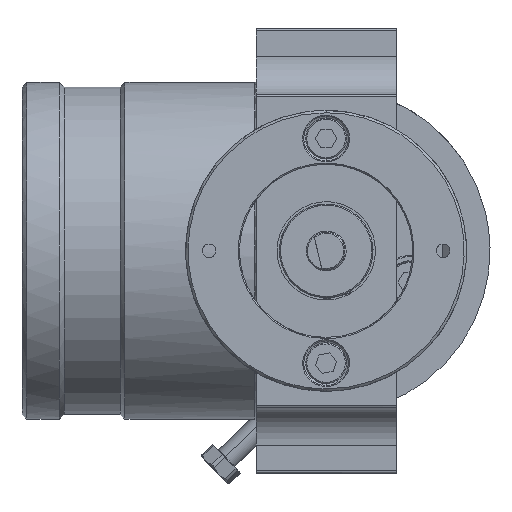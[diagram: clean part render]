
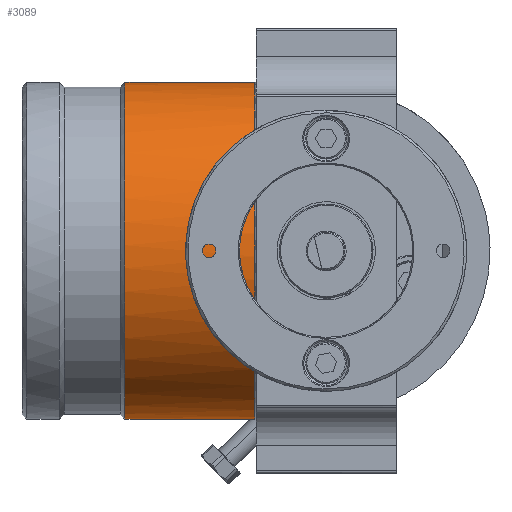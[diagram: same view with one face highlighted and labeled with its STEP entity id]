
A CAD part, left-side view. The second image highlights one B-rep face of the part: STEP entity #3089.
In plain terms, the highlighted free-form (B-spline) face has degree [2, 1] with [9, 2] control points.
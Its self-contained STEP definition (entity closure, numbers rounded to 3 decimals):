
#1014 = VERTEX_POINT('',#1015);
#1015 = CARTESIAN_POINT('',(0.,58.349,
    48.85));
#1021 = VERTEX_POINT('',#1022);
#1022 = CARTESIAN_POINT('',(0.,58.349,-48.85));
#1226 = VERTEX_POINT('',#1227);
#1227 = CARTESIAN_POINT('',(0.,20.693,
    48.85));
#1228 = VERTEX_POINT('',#1229);
#1229 = CARTESIAN_POINT('',(0.,20.693,-48.85));
#1282 = EDGE_CURVE('',#1014,#1226,#1283,.T.);
#1283 = B_SPLINE_CURVE_WITH_KNOTS('',1,(#1284,#1285),.UNSPECIFIED.,.F.,
  .F.,(2,2),(0.,1.),.PIECEWISE_BEZIER_KNOTS.);
#1284 = CARTESIAN_POINT('',(0.,58.349,
    48.85));
#1285 = CARTESIAN_POINT('',(0.,20.693,
    48.85));
#1288 = EDGE_CURVE('',#1021,#1228,#1289,.T.);
#1289 = B_SPLINE_CURVE_WITH_KNOTS('',1,(#1290,#1291),.UNSPECIFIED.,.F.,
  .F.,(2,2),(0.,1.),.PIECEWISE_BEZIER_KNOTS.);
#1290 = CARTESIAN_POINT('',(0.,58.349,-48.85));
#1291 = CARTESIAN_POINT('',(0.,20.693,-48.85));
#3089 = ADVANCED_FACE('',(#3090),#3110,.T.);
#3090 = FACE_BOUND('',#3091,.T.);
#3091 = EDGE_LOOP('',(#3092,#3093,#3101,#3102));
#3092 = ORIENTED_EDGE('',*,*,#1282,.F.);
#3093 = ORIENTED_EDGE('',*,*,#3094,.T.);
#3094 = EDGE_CURVE('',#1014,#1021,#3095,.T.);
#3095 = ( BOUNDED_CURVE() B_SPLINE_CURVE(2,(#3096,#3097,#3098,#3099,
#3100),.UNSPECIFIED.,.F.,.F.) B_SPLINE_CURVE_WITH_KNOTS((3,2,3),(0.,90.,
180.),.PIECEWISE_BEZIER_KNOTS.) CURVE() GEOMETRIC_REPRESENTATION_ITEM() 
RATIONAL_B_SPLINE_CURVE((1.,0.707,1.,0.707,1.)) 
REPRESENTATION_ITEM('') );
#3096 = CARTESIAN_POINT('',(0.,58.349,48.85));
#3097 = CARTESIAN_POINT('',(-48.85,58.349,
    48.85));
#3098 = CARTESIAN_POINT('',(-48.85,58.349,
    0.));
#3099 = CARTESIAN_POINT('',(-48.85,58.349,
    -48.85));
#3100 = CARTESIAN_POINT('',(0.,58.349,
    -48.85));
#3101 = ORIENTED_EDGE('',*,*,#1288,.T.);
#3102 = ORIENTED_EDGE('',*,*,#3103,.T.);
#3103 = EDGE_CURVE('',#1228,#1226,#3104,.T.);
#3104 = ( BOUNDED_CURVE() B_SPLINE_CURVE(2,(#3105,#3106,#3107,#3108,
#3109),.UNSPECIFIED.,.F.,.F.) B_SPLINE_CURVE_WITH_KNOTS((3,2,3),(180.,
270.,360.),.PIECEWISE_BEZIER_KNOTS.) CURVE() 
GEOMETRIC_REPRESENTATION_ITEM() RATIONAL_B_SPLINE_CURVE((1.,
0.707,1.,0.707,1.)) REPRESENTATION_ITEM('') );
#3105 = CARTESIAN_POINT('',(0.,20.693,
    -48.85));
#3106 = CARTESIAN_POINT('',(-48.85,20.693,
    -48.85));
#3107 = CARTESIAN_POINT('',(-48.85,20.693,
    0.));
#3108 = CARTESIAN_POINT('',(-48.85,20.693,
    48.85));
#3109 = CARTESIAN_POINT('',(0.,20.693,
    48.85));
#3110 = ( BOUNDED_SURFACE() B_SPLINE_SURFACE(2,1,(
    (#3111,#3112)
    ,(#3113,#3114)
    ,(#3115,#3116)
    ,(#3117,#3118)
    ,(#3119,#3120)
    ,(#3121,#3122)
    ,(#3123,#3124)
    ,(#3125,#3126)
    ,(#3127,#3128
)),.UNSPECIFIED.,.T.,.F.,.F.) B_SPLINE_SURFACE_WITH_KNOTS((1,2,2,2,2,2,1
    ),(2,2),(-0.25,0.,0.25,0.5,0.75,1.,1.25),(0.,1.),.UNSPECIFIED.) 
GEOMETRIC_REPRESENTATION_ITEM() RATIONAL_B_SPLINE_SURFACE((
    (1.,1.)
    ,(0.707,0.707)
    ,(1.,1.)
    ,(0.707,0.707)
    ,(1.,1.)
    ,(0.707,0.707)
    ,(1.,1.)
    ,(0.707,0.707)
,(1.,1.))) REPRESENTATION_ITEM('') SURFACE() );
#3111 = CARTESIAN_POINT('',(0.,62.116,-48.85));
#3112 = CARTESIAN_POINT('',(0.,16.926,-48.85));
#3113 = CARTESIAN_POINT('',(48.85,62.116,
    -48.85));
#3114 = CARTESIAN_POINT('',(48.85,16.926,
    -48.85));
#3115 = CARTESIAN_POINT('',(48.85,62.116,
    0.));
#3116 = CARTESIAN_POINT('',(48.85,16.926,
    0.));
#3117 = CARTESIAN_POINT('',(48.85,62.116,
    48.85));
#3118 = CARTESIAN_POINT('',(48.85,16.926,
    48.85));
#3119 = CARTESIAN_POINT('',(0.,62.116,
    48.85));
#3120 = CARTESIAN_POINT('',(0.,16.926,
    48.85));
#3121 = CARTESIAN_POINT('',(-48.85,62.116,
    48.85));
#3122 = CARTESIAN_POINT('',(-48.85,16.926,
    48.85));
#3123 = CARTESIAN_POINT('',(-48.85,62.116,
    0.));
#3124 = CARTESIAN_POINT('',(-48.85,16.926,
    0.));
#3125 = CARTESIAN_POINT('',(-48.85,62.116,
    -48.85));
#3126 = CARTESIAN_POINT('',(-48.85,16.926,
    -48.85));
#3127 = CARTESIAN_POINT('',(0.,62.116,-48.85));
#3128 = CARTESIAN_POINT('',(0.,16.926,-48.85));
